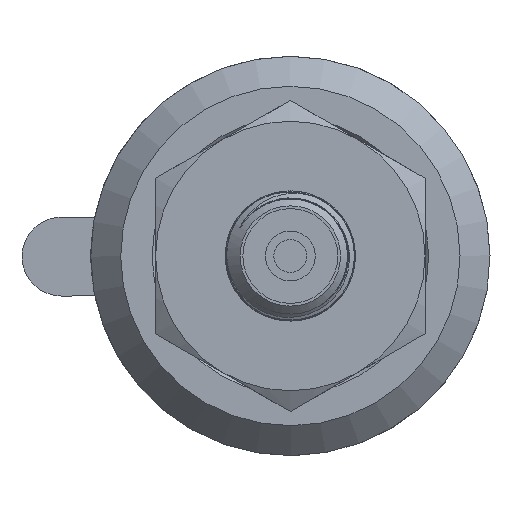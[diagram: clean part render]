
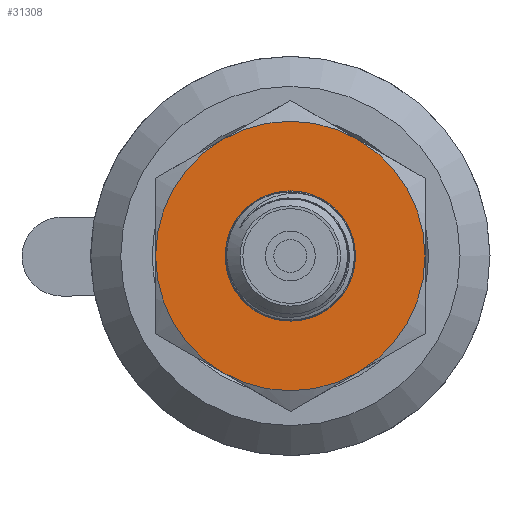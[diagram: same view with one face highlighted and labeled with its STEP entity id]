
A CAD part, left-side view. The second image highlights one B-rep face of the part: STEP entity #31308.
In plain terms, the highlighted face is planar.
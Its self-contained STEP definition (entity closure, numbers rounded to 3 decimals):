
#747=FACE_BOUND('',#5177,.T.);
#1758=PLANE('',#33471);
#3398=FACE_OUTER_BOUND('',#5176,.T.);
#5176=EDGE_LOOP('',(#29406));
#5177=EDGE_LOOP('',(#29407));
#5864=CIRCLE('',#33470,13.5);
#5865=CIRCLE('',#33472,6.5);
#15697=VERTEX_POINT('',#104163);
#15698=VERTEX_POINT('',#104167);
#20271=EDGE_CURVE('',#15697,#15697,#5864,.T.);
#20273=EDGE_CURVE('',#15698,#15698,#5865,.T.);
#29406=ORIENTED_EDGE('',*,*,#20271,.T.);
#29407=ORIENTED_EDGE('',*,*,#20273,.F.);
#31308=ADVANCED_FACE('',(#3398,#747),#1758,.T.);
#33470=AXIS2_PLACEMENT_3D('',#104164,#40693,#40694);
#33471=AXIS2_PLACEMENT_3D('',#104166,#40696,#40697);
#33472=AXIS2_PLACEMENT_3D('',#104168,#40698,#40699);
#40693=DIRECTION('center_axis',(1.,0.,0.));
#40694=DIRECTION('ref_axis',(0.,0.,-1.));
#40696=DIRECTION('center_axis',(1.,0.,0.));
#40697=DIRECTION('ref_axis',(0.,0.,-1.));
#40698=DIRECTION('center_axis',(1.,0.,0.));
#40699=DIRECTION('ref_axis',(0.,0.,-1.));
#104163=CARTESIAN_POINT('',(-11.,-13.5,0.));
#104164=CARTESIAN_POINT('Origin',(-11.,0.,0.));
#104166=CARTESIAN_POINT('Origin',(-11.,6.5,0.));
#104167=CARTESIAN_POINT('',(-11.,0.,6.5));
#104168=CARTESIAN_POINT('Origin',(-11.,0.,0.));
